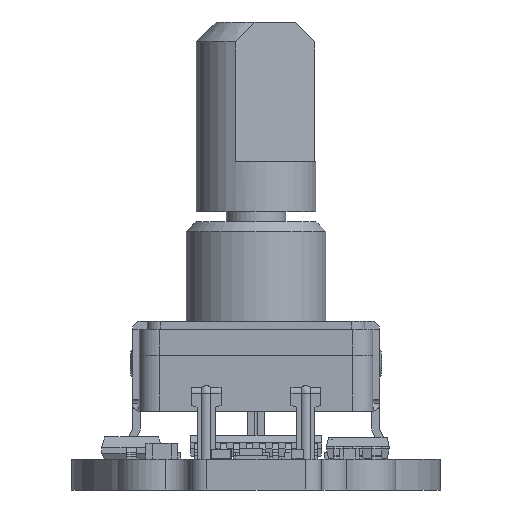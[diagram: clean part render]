
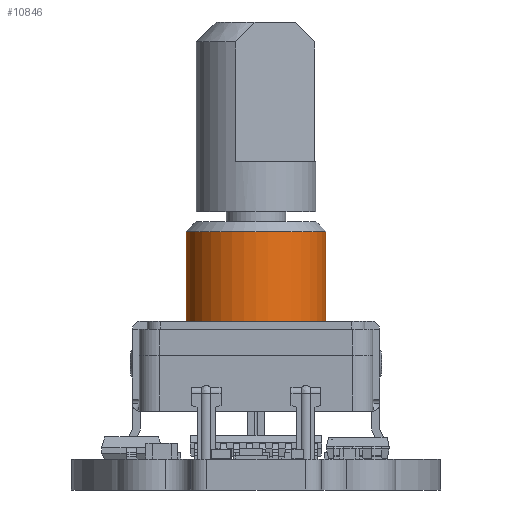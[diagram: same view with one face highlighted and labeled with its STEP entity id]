
A CAD part, front view. The second image highlights one B-rep face of the part: STEP entity #10846.
In plain terms, the highlighted cylindrical face has radius 3.5 mm (diameter 7 mm), a full revolution.
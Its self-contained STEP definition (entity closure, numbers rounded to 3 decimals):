
#10760 = EDGE_CURVE('',#10761,#10761,#10763,.T.);
#10761 = VERTEX_POINT('',#10762);
#10762 = CARTESIAN_POINT('',(0.,-3.5,
    0.));
#10763 = CIRCLE('',#10764,3.5);
#10764 = AXIS2_PLACEMENT_3D('',#10765,#10766,#10767);
#10765 = CARTESIAN_POINT('',(0.,0.,
    0.));
#10766 = DIRECTION('',(0.,0.,-1.));
#10767 = DIRECTION('',(0.,1.,0.));
#10825 = EDGE_CURVE('',#10826,#10826,#10828,.T.);
#10826 = VERTEX_POINT('',#10827);
#10827 = CARTESIAN_POINT('',(0.,-3.5,4.5));
#10828 = CIRCLE('',#10829,3.5);
#10829 = AXIS2_PLACEMENT_3D('',#10830,#10831,#10832);
#10830 = CARTESIAN_POINT('',(0.,0.,4.5)
  );
#10831 = DIRECTION('',(0.,0.,-1.));
#10832 = DIRECTION('',(0.,1.,0.));
#10846 = ADVANCED_FACE('',(#10847),#10858,.T.);
#10847 = FACE_BOUND('',#10848,.T.);
#10848 = EDGE_LOOP('',(#10849,#10850,#10856,#10857));
#10849 = ORIENTED_EDGE('',*,*,#10760,.F.);
#10850 = ORIENTED_EDGE('',*,*,#10851,.T.);
#10851 = EDGE_CURVE('',#10761,#10826,#10852,.T.);
#10852 = LINE('',#10853,#10854);
#10853 = CARTESIAN_POINT('',(0.,-3.5,4.5));
#10854 = VECTOR('',#10855,1.);
#10855 = DIRECTION('',(0.,0.,1.));
#10856 = ORIENTED_EDGE('',*,*,#10825,.T.);
#10857 = ORIENTED_EDGE('',*,*,#10851,.F.);
#10858 = CYLINDRICAL_SURFACE('',#10859,3.5);
#10859 = AXIS2_PLACEMENT_3D('',#10860,#10861,#10862);
#10860 = CARTESIAN_POINT('',(0.,0.,4.5)
  );
#10861 = DIRECTION('',(0.,0.,-1.));
#10862 = DIRECTION('',(0.,1.,0.));
